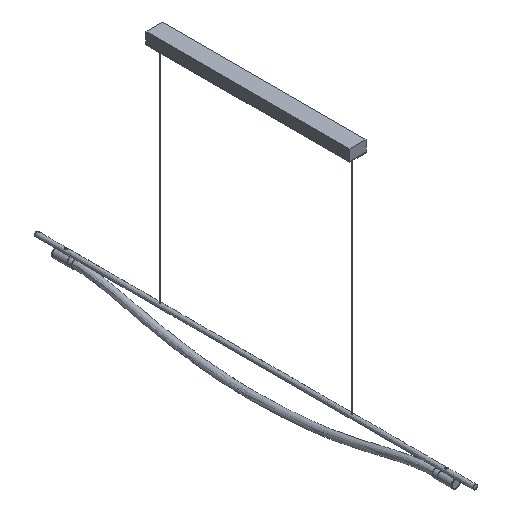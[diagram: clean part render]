
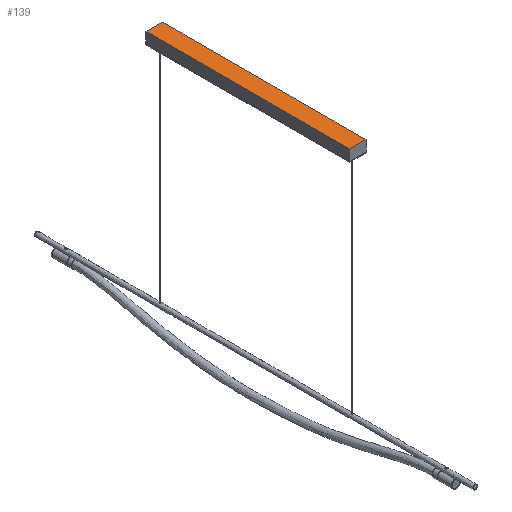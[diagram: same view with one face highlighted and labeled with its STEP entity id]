
A CAD part, isometric view. The second image highlights one B-rep face of the part: STEP entity #139.
In plain terms, the highlighted planar face has unit normal (0, 0, 1).
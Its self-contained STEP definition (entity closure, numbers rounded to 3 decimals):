
#139=ADVANCED_FACE('',(#224),#1125,.T.);
#224=FACE_OUTER_BOUND('',#322,.T.);
#322=EDGE_LOOP('',(#641,#642,#643,#644));
#641=ORIENTED_EDGE('',*,*,#843,.F.);
#642=ORIENTED_EDGE('',*,*,#841,.F.);
#643=ORIENTED_EDGE('',*,*,#839,.F.);
#644=ORIENTED_EDGE('',*,*,#836,.F.);
#836=EDGE_CURVE('',#1071,#1072,#1268,.T.);
#839=EDGE_CURVE('',#1072,#1073,#1271,.T.);
#841=EDGE_CURVE('',#1073,#1074,#1273,.T.);
#843=EDGE_CURVE('',#1074,#1071,#1275,.T.);
#1071=VERTEX_POINT('',#3398);
#1072=VERTEX_POINT('',#3399);
#1073=VERTEX_POINT('',#3400);
#1074=VERTEX_POINT('',#3401);
#1125=PLANE('',#1355);
#1268=B_SPLINE_CURVE_WITH_KNOTS('',1,(#3462,#3463),.UNSPECIFIED.,.F.,.F.,
(2,2),(-1604.,-862.),.UNSPECIFIED.);
#1271=B_SPLINE_CURVE_WITH_KNOTS('',1,(#3468,#3469),.UNSPECIFIED.,.F.,.F.,
(2,2),(-862.,-802.),.UNSPECIFIED.);
#1273=B_SPLINE_CURVE_WITH_KNOTS('',1,(#3472,#3473),.UNSPECIFIED.,.F.,.F.,
(2,2),(-802.,-60.),.UNSPECIFIED.);
#1275=B_SPLINE_CURVE_WITH_KNOTS('',1,(#3476,#3477),.UNSPECIFIED.,.F.,.F.,
(2,2),(-60.,0.),.UNSPECIFIED.);
#1355=AXIS2_PLACEMENT_3D('',#3381,#1400,$);
#1400=DIRECTION('',(0.,0.,1.));
#3381=CARTESIAN_POINT('',(30.,-371.,0.));
#3398=CARTESIAN_POINT('',(-30.,-371.,0.));
#3399=CARTESIAN_POINT('',(-30.,371.,0.));
#3400=CARTESIAN_POINT('',(30.,371.,0.));
#3401=CARTESIAN_POINT('',(30.,-371.,0.));
#3462=CARTESIAN_POINT('',(-30.,-371.,0.));
#3463=CARTESIAN_POINT('',(-30.,371.,0.));
#3468=CARTESIAN_POINT('',(-30.,371.,0.));
#3469=CARTESIAN_POINT('',(30.,371.,0.));
#3472=CARTESIAN_POINT('',(30.,371.,0.));
#3473=CARTESIAN_POINT('',(30.,-371.,0.));
#3476=CARTESIAN_POINT('',(30.,-371.,0.));
#3477=CARTESIAN_POINT('',(-30.,-371.,0.));
